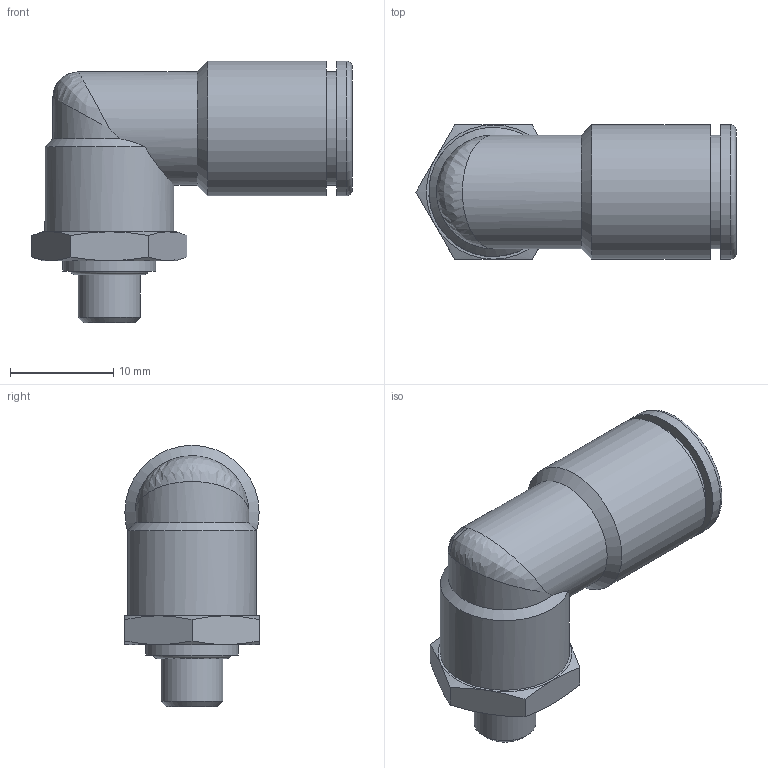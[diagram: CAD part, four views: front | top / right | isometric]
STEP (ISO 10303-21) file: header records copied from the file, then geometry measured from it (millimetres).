
FILE_DESCRIPTION(/* description */ (''),/* implementation_level */ '2;1');
FILE_NAME(/* name */ 'Schlauchanschluss_M6a_fuer_Schlauch_ad8mm_90Grad_-_drehbar_111957.stp',/* time_stamp */ '2016-08-01T15:47:50+02:00',/* author */ ('002210'),/* organization */ (''),/* preprocessor_version */ 'ST-DEVELOPER v16.5',/* originating_system */ 'Autodesk Inventor 2017',/* authorisation */ '');
FILE_SCHEMA (('AUTOMOTIVE_DESIGN { 1 0 10303 214 3 1 1 }'));
Length unit declared in the file: millimetre
Products named in the file (1): angea34a
Bounding box: 31.01 x 13 x 25.3 mm (x, y, z)
Volume: 3194.3 mm3; surface area: 2635.5 mm2
Topology: 1 solids, 1 shells, 48 faces, 102 edges, 60 vertices
Faces by surface type: cone 19, plane 14, cylinder 12, torus 2, bspline 1
Full cylindrical faces by diameter (mm): 2.52 x1, 5 x2, 6 x1, 8.2 x1, 9 x1, 11 x2, 12.5 x1, 13 x2
Entity records: 1233 total; most frequent: CARTESIAN_POINT 326, DIRECTION 188, ORIENTED_EDGE 154, AXIS2_PLACEMENT_3D 91, EDGE_CURVE 77, EDGE_LOOP 73, VERTEX_POINT 54, FACE_OUTER_BOUND 48
